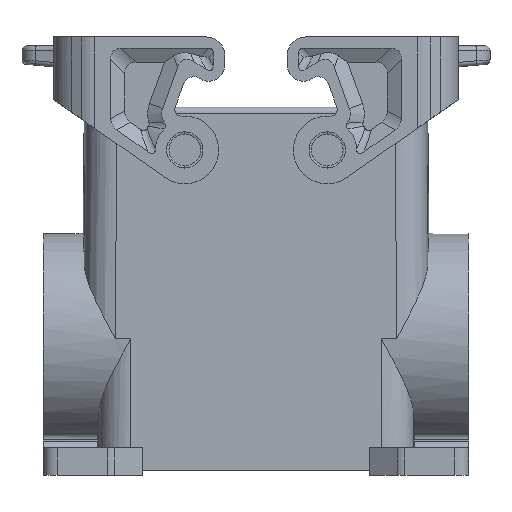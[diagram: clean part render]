
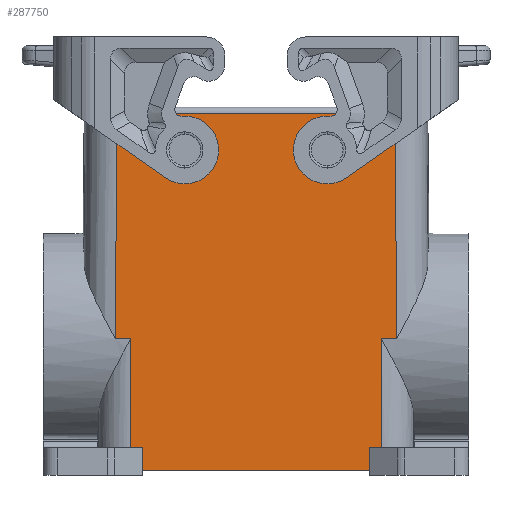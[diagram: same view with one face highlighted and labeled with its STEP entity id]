
A CAD part, front view. The second image highlights one B-rep face of the part: STEP entity #287750.
In plain terms, the highlighted face is planar.
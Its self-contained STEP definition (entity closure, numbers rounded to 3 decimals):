
#6800=CARTESIAN_POINT('',(-57.393,-26.195,
23.435));
#6810=VERTEX_POINT('',#6800);
#6840=CARTESIAN_POINT('',(-67.054,-26.195,
23.435));
#6850=DIRECTION('',(-1.,0.,0.));
#6860=VECTOR('',#6850,1.);
#6870=LINE('',#6840,#6860);
#6880=CARTESIAN_POINT('',(-53.903,-26.195,
23.435));
#6890=VERTEX_POINT('',#6880);
#6900=EDGE_CURVE('',#6890,#6810,#6870,.T.);
#10050=CARTESIAN_POINT('',(1.41,-26.195,
23.435));
#10060=VERTEX_POINT('',#10050);
#10110=CARTESIAN_POINT('',(1.321,-26.195,
23.435));
#10120=DIRECTION('',(1.,0.,0.));
#10130=VECTOR('',#10120,1.);
#10140=LINE('',#10110,#10130);
#10150=CARTESIAN_POINT('',(4.9,-26.195,
23.435));
#10160=VERTEX_POINT('',#10150);
#10170=EDGE_CURVE('',#10060,#10160,#10140,.T.);
#19710=CARTESIAN_POINT('',(1.615,-50.4,23.646))
;
#19720=VERTEX_POINT('',#19710);
#19750=CARTESIAN_POINT('',(1.615,-50.4,
23.646));
#19760=CARTESIAN_POINT('',(1.547,-42.331,
23.575));
#19770=CARTESIAN_POINT('',(1.479,-34.263,
23.505));
#19780=CARTESIAN_POINT('',(1.41,-26.195,
23.435));
#19790=B_SPLINE_CURVE_WITH_KNOTS('',3,(#19750,#19760,#19770,#19780),
.UNSPECIFIED.,.F.,.F.,(4,4),(0.,24.206),.UNSPECIFIED.);
#19800=EDGE_CURVE('',#19720,#10060,#19790,.T.);
#27910=CARTESIAN_POINT('',(-56.966,23.6,23.)
);
#27920=VERTEX_POINT('',#27910);
#28580=CARTESIAN_POINT('',(4.473,23.6,23.))
;
#28590=VERTEX_POINT('',#28580);
#28620=CARTESIAN_POINT('',(0.,23.6,23.));
#28630=DIRECTION('',(1.,0.,0.));
#28640=VECTOR('',#28630,1.);
#28650=LINE('',#28620,#28640);
#28660=EDGE_CURVE('',#27920,#28590,#28650,.T.);
#29170=CARTESIAN_POINT('',(0.,-50.4,23.646));
#29180=DIRECTION('',(1.,0.,0.));
#29190=VECTOR('',#29180,1.);
#29200=LINE('',#29170,#29190);
#29210=CARTESIAN_POINT('',(-1.097,-50.4,23.646)
);
#29220=VERTEX_POINT('',#29210);
#29230=EDGE_CURVE('',#29220,#19720,#29200,.T.);
#30190=CARTESIAN_POINT('',(-1.097,-55.4,23.689
));
#30200=VERTEX_POINT('',#30190);
#30230=CARTESIAN_POINT('',(-1.097,0.,23.206));
#30240=DIRECTION('',(0.,1.,
-0.009));
#30250=VECTOR('',#30240,1.);
#30260=LINE('',#30230,#30250);
#30270=EDGE_CURVE('',#30200,#29220,#30260,.T.);
#31530=CARTESIAN_POINT('',(-45.497,15.5,
23.071));
#31540=VERTEX_POINT('',#31530);
#31720=CARTESIAN_POINT('',(-38.497,15.5,
23.071));
#31730=VERTEX_POINT('',#31720);
#31760=CARTESIAN_POINT('',(-41.997,15.5,
23.071));
#31770=DIRECTION('',(0.,0.009,
1.));
#31780=DIRECTION('',(0.,1.,
-0.009));
#31790=AXIS2_PLACEMENT_3D('',#31760,#31770,#31780);
#31800=ELLIPSE('',#31790,3.5,3.5);
#31810=EDGE_CURVE('',#31540,#31730,#31800,.T.);
#88930=EDGE_CURVE('',#31730,#31540,#31800,.T.);
#93880=CARTESIAN_POINT('',(-51.397,-55.4,23.689)
);
#93890=VERTEX_POINT('',#93880);
#93920=CARTESIAN_POINT('',(0.,-55.4,23.689));
#93930=DIRECTION('',(-1.,0.,0.));
#93940=VECTOR('',#93930,1.);
#93950=LINE('',#93920,#93940);
#93960=EDGE_CURVE('',#30200,#93890,#93950,.T.);
#94420=CARTESIAN_POINT('',(4.675,0.061,
23.205));
#94430=DIRECTION('',(0.009,-1.,
0.009));
#94440=VECTOR('',#94430,1.);
#94450=LINE('',#94420,#94440);
#94460=EDGE_CURVE('',#28590,#10160,#94450,.T.);
#246920=CARTESIAN_POINT('',(-6.997,15.5,
23.071));
#246930=VERTEX_POINT('',#246920);
#247110=CARTESIAN_POINT('',(-13.997,15.5,
23.071));
#247120=VERTEX_POINT('',#247110);
#247150=CARTESIAN_POINT('',(-10.497,15.5,
23.071));
#247160=DIRECTION('',(0.,0.009,
1.));
#247170=DIRECTION('',(0.,1.,
-0.009));
#247180=AXIS2_PLACEMENT_3D('',#247150,#247160,#247170);
#247190=ELLIPSE('',#247180,3.5,3.5);
#247200=EDGE_CURVE('',#246930,#247120,#247190,.T.);
#247330=CARTESIAN_POINT('',(-57.168,0.061,
23.205));
#247340=DIRECTION('',(-0.009,-1.,
0.009));
#247350=VECTOR('',#247340,1.);
#247360=LINE('',#247330,#247350);
#247370=EDGE_CURVE('',#27920,#6810,#247360,.T.);
#266110=EDGE_CURVE('',#247120,#246930,#247190,.T.);
#267070=CARTESIAN_POINT('',(-54.108,-50.339,
23.645));
#267080=DIRECTION('',(-0.009,-1.,
0.009));
#267090=VECTOR('',#267080,1.);
#267100=LINE('',#267070,#267090);
#267110=CARTESIAN_POINT('',(-54.109,-50.4,
23.646));
#267120=VERTEX_POINT('',#267110);
#267130=EDGE_CURVE('',#6890,#267120,#267100,.T.);
#286920=CARTESIAN_POINT('',(-51.397,-50.4,23.646
));
#286930=VERTEX_POINT('',#286920);
#287040=CARTESIAN_POINT('',(0.,-50.4,23.646));
#287050=DIRECTION('',(1.,0.,0.));
#287060=VECTOR('',#287050,1.);
#287070=LINE('',#287040,#287060);
#287080=EDGE_CURVE('',#267120,#286930,#287070,.T.);
#287300=CARTESIAN_POINT('',(-51.397,0.,23.206));
#287310=DIRECTION('',(0.,1.,
-0.009));
#287320=VECTOR('',#287310,1.);
#287330=LINE('',#287300,#287320);
#287340=EDGE_CURVE('',#93890,#286930,#287330,.T.);
#287480=CARTESIAN_POINT('',(-74.247,1.601,
23.192));
#287490=DIRECTION('',(0.,0.009,
1.));
#287500=DIRECTION('',(1.,0.,0.));
#287510=AXIS2_PLACEMENT_3D('',#287480,#287490,#287500);
#287520=PLANE('',#287510);
#287530=ORIENTED_EDGE('',*,*,#266110,.F.);
#287540=ORIENTED_EDGE('',*,*,#247200,.F.);
#287550=EDGE_LOOP('',(#287540,#287530));
#287560=FACE_BOUND('',#287550,.T.);
#287570=ORIENTED_EDGE('',*,*,#88930,.F.);
#287580=ORIENTED_EDGE('',*,*,#31810,.F.);
#287590=EDGE_LOOP('',(#287580,#287570));
#287600=FACE_BOUND('',#287590,.T.);
#287610=ORIENTED_EDGE('',*,*,#287080,.T.);
#287620=ORIENTED_EDGE('',*,*,#267130,.T.);
#287630=ORIENTED_EDGE('',*,*,#6900,.F.);
#287640=ORIENTED_EDGE('',*,*,#247370,.T.);
#287650=ORIENTED_EDGE('',*,*,#28660,.F.);
#287660=ORIENTED_EDGE('',*,*,#94460,.F.);
#287670=ORIENTED_EDGE('',*,*,#10170,.T.);
#287680=ORIENTED_EDGE('',*,*,#19800,.T.);
#287690=ORIENTED_EDGE('',*,*,#29230,.T.);
#287700=ORIENTED_EDGE('',*,*,#30270,.T.);
#287710=ORIENTED_EDGE('',*,*,#93960,.F.);
#287720=ORIENTED_EDGE('',*,*,#287340,.F.);
#287730=EDGE_LOOP('',(#287720,#287710,#287700,#287690,#287680,#287670,
#287660,#287650,#287640,#287630,#287620,#287610));
#287740=FACE_OUTER_BOUND('',#287730,.T.);
#287750=ADVANCED_FACE('',(#287560,#287600,#287740),#287520,.T.);
